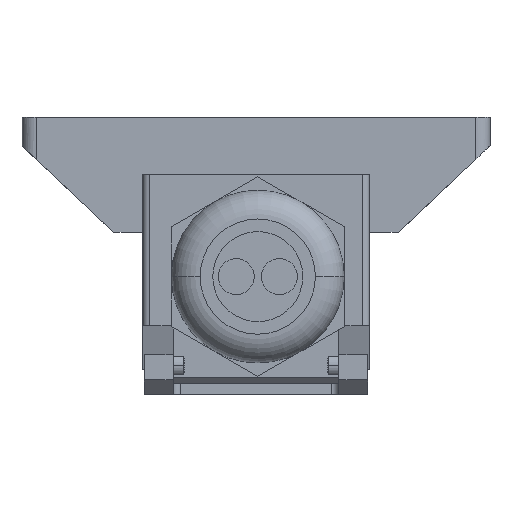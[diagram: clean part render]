
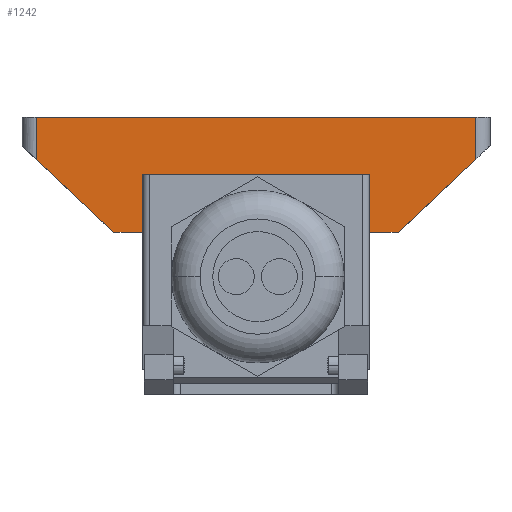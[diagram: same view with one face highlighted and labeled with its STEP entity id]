
A CAD part, front view. The second image highlights one B-rep face of the part: STEP entity #1242.
In plain terms, the highlighted planar face has unit normal (0, -1, 0).
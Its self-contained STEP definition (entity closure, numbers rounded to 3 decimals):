
#1242 = ADVANCED_FACE ( 'NONE', ( #7823 ), #7824, .F. ) ;
#1317 = EDGE_CURVE ( 'NONE', #4172, #3935, #8139, .T. ) ;
#1328 = EDGE_CURVE ( 'NONE', #4115, #6308, #8167, .T. ) ;
#1349 = EDGE_CURVE ( 'NONE', #6208, #6265, #8240, .T. ) ;
#1371 = EDGE_CURVE ( 'NONE', #3935, #6208, #8299, .T. ) ;
#1372 = EDGE_CURVE ( 'NONE', #6265, #4008, #8315, .T. ) ;
#1373 = EDGE_CURVE ( 'NONE', #4008, #4115, #8318, .T. ) ;
#1374 = EDGE_CURVE ( 'NONE', #6308, #3955, #8321, .T. ) ;
#1375 = EDGE_CURVE ( 'NONE', #3955, #4131, #8324, .T. ) ;
#1376 = EDGE_CURVE ( 'NONE', #4131, #4167, #8327, .T. ) ;
#1377 = EDGE_CURVE ( 'NONE', #4167, #4172, #8330, .T. ) ;
#1650 = EDGE_LOOP ( 'NONE', ( #2093, #2094, #2095, #2096, #2097, #2098, #2099, #2100, #2101, #2102 ) ) ;
#2093 = ORIENTED_EDGE ( 'NONE', *, *, #1317, .T. ) ;
#2094 = ORIENTED_EDGE ( 'NONE', *, *, #1371, .T. ) ;
#2095 = ORIENTED_EDGE ( 'NONE', *, *, #1349, .T. ) ;
#2096 = ORIENTED_EDGE ( 'NONE', *, *, #1372, .T. ) ;
#2097 = ORIENTED_EDGE ( 'NONE', *, *, #1373, .T. ) ;
#2098 = ORIENTED_EDGE ( 'NONE', *, *, #1328, .T. ) ;
#2099 = ORIENTED_EDGE ( 'NONE', *, *, #1374, .T. ) ;
#2100 = ORIENTED_EDGE ( 'NONE', *, *, #1375, .T. ) ;
#2101 = ORIENTED_EDGE ( 'NONE', *, *, #1376, .T. ) ;
#2102 = ORIENTED_EDGE ( 'NONE', *, *, #1377, .T. ) ;
#3935 = VERTEX_POINT ( 'NONE', #8781 ) ;
#3955 = VERTEX_POINT ( 'NONE', #8801 ) ;
#4008 = VERTEX_POINT ( 'NONE', #8854 ) ;
#4115 = VERTEX_POINT ( 'NONE', #8961 ) ;
#4131 = VERTEX_POINT ( 'NONE', #8977 ) ;
#4167 = VERTEX_POINT ( 'NONE', #9013 ) ;
#4172 = VERTEX_POINT ( 'NONE', #9018 ) ;
#6208 = VERTEX_POINT ( 'NONE', #17951 ) ;
#6265 = VERTEX_POINT ( 'NONE', #18008 ) ;
#6308 = VERTEX_POINT ( 'NONE', #18051 ) ;
#7815 = CARTESIAN_POINT ( 'NONE',  ( -32.5, -23., 4. ) ) ;
#7823 = FACE_OUTER_BOUND ( 'NONE', #1650, .T. ) ;
#7824 = PLANE ( 'NONE',  #19542 ) ;
#7826 = DIRECTION ( 'NONE',  ( 0., 1., 0. ) ) ;
#7827 = DIRECTION ( 'NONE',  ( 0., 0., 1. ) ) ;
#8134 = CARTESIAN_POINT ( 'NONE',  ( -32.5, -23., 0. ) ) ;
#8139 = LINE ( 'NONE', #8134, #19633 ) ;
#8146 = DIRECTION ( 'NONE',  ( 1., 0., 0. ) ) ;
#8167 = LINE ( 'NONE', #8176, #19647 ) ;
#8176 = CARTESIAN_POINT ( 'NONE',  ( -15.75, -23., 8. ) ) ;
#8177 = DIRECTION ( 'NONE',  ( -1., 0., 0. ) ) ;
#8240 = LINE ( 'NONE', #8241, #19680 ) ;
#8241 = CARTESIAN_POINT ( 'NONE',  ( 32.5, -23., 4. ) ) ;
#8242 = DIRECTION ( 'NONE',  ( -0.728, 0., 0.685 ) ) ;
#8299 = LINE ( 'NONE', #8313, #19695 ) ;
#8313 = CARTESIAN_POINT ( 'NONE',  ( 30.5, -23., 4. ) ) ;
#8314 = DIRECTION ( 'NONE',  ( 0., 0., 1. ) ) ;
#8315 = LINE ( 'NONE', #8316, #19697 ) ;
#8316 = CARTESIAN_POINT ( 'NONE',  ( 19.75, -23., 16. ) ) ;
#8317 = DIRECTION ( 'NONE',  ( -1., 0., 0. ) ) ;
#8318 = LINE ( 'NONE', #8319, #19698 ) ;
#8319 = CARTESIAN_POINT ( 'NONE',  ( 15.75, -23., 16. ) ) ;
#8320 = DIRECTION ( 'NONE',  ( 0., 0., -1. ) ) ;
#8321 = LINE ( 'NONE', #8322, #19699 ) ;
#8322 = CARTESIAN_POINT ( 'NONE',  ( -15.75, -23., 16. ) ) ;
#8323 = DIRECTION ( 'NONE',  ( 0., 0., 1. ) ) ;
#8324 = LINE ( 'NONE', #8325, #19700 ) ;
#8325 = CARTESIAN_POINT ( 'NONE',  ( -19.75, -23., 16. ) ) ;
#8326 = DIRECTION ( 'NONE',  ( -1., 0., 0. ) ) ;
#8327 = LINE ( 'NONE', #8328, #19701 ) ;
#8328 = CARTESIAN_POINT ( 'NONE',  ( -32.5, -23., 4. ) ) ;
#8329 = DIRECTION ( 'NONE',  ( -0.728, 0., -0.685 ) ) ;
#8330 = LINE ( 'NONE', #8331, #19702 ) ;
#8331 = CARTESIAN_POINT ( 'NONE',  ( -30.5, -23., 4. ) ) ;
#8332 = DIRECTION ( 'NONE',  ( 0., 0., -1. ) ) ;
#8781 = CARTESIAN_POINT ( 'NONE',  ( 30.5, -23., 0. ) ) ;
#8801 = CARTESIAN_POINT ( 'NONE',  ( -15.75, -23., 16. ) ) ;
#8854 = CARTESIAN_POINT ( 'NONE',  ( 15.75, -23., 16. ) ) ;
#8961 = CARTESIAN_POINT ( 'NONE',  ( 15.75, -23., 8. ) ) ;
#8977 = CARTESIAN_POINT ( 'NONE',  ( -19.75, -23., 16. ) ) ;
#9013 = CARTESIAN_POINT ( 'NONE',  ( -30.5, -23., 5.882 ) ) ;
#9018 = CARTESIAN_POINT ( 'NONE',  ( -30.5, -23., 0. ) ) ;
#17951 = CARTESIAN_POINT ( 'NONE',  ( 30.5, -23., 5.882 ) ) ;
#18008 = CARTESIAN_POINT ( 'NONE',  ( 19.75, -23., 16. ) ) ;
#18051 = CARTESIAN_POINT ( 'NONE',  ( -15.75, -23., 8. ) ) ;
#19542 = AXIS2_PLACEMENT_3D ( 'NONE', #7815, #7826, #7827 ) ;
#19633 = VECTOR ( 'NONE', #8146, 1000. ) ;
#19647 = VECTOR ( 'NONE', #8177, 1000. ) ;
#19680 = VECTOR ( 'NONE', #8242, 1000. ) ;
#19695 = VECTOR ( 'NONE', #8314, 1000. ) ;
#19697 = VECTOR ( 'NONE', #8317, 1000. ) ;
#19698 = VECTOR ( 'NONE', #8320, 1000. ) ;
#19699 = VECTOR ( 'NONE', #8323, 1000. ) ;
#19700 = VECTOR ( 'NONE', #8326, 1000. ) ;
#19701 = VECTOR ( 'NONE', #8329, 1000. ) ;
#19702 = VECTOR ( 'NONE', #8332, 1000. ) ;
